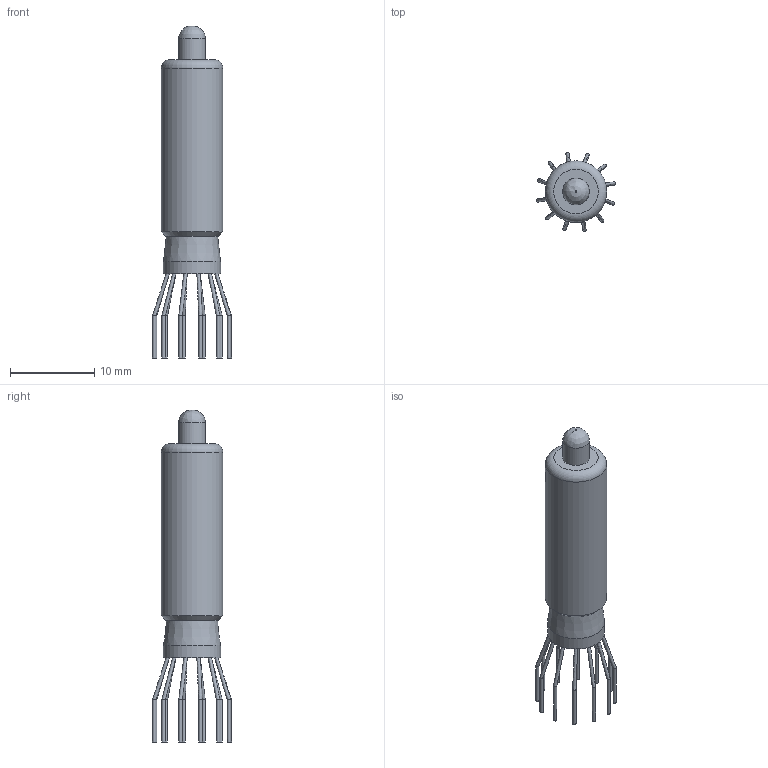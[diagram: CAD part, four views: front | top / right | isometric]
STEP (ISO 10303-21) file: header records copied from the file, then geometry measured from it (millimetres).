
FILE_DESCRIPTION(/* description */ (''),/* implementation_level */ '2;1');
FILE_NAME(/* name */ 'vfd-tube v1.step',/* time_stamp */ '2025-09-03T16:17:26+09:00',/* author */ (''),/* organization */ (''),/* preprocessor_version */ 'ST-DEVELOPER v20.1',/* originating_system */ 'Autodesk Translation Framework v14.10.0.0',/* authorisation */ '');
FILE_SCHEMA (('AUTOMOTIVE_DESIGN { 1 0 10303 214 3 1 1 }'));
Length unit declared in the file: millimetre
Products named in the file (1): vfd-tube
Bounding box: 9.4 x 9.4 x 39.5 mm (x, y, z)
Volume: 1067.7 mm3; surface area: 833.8 mm2
Topology: 1 solids, 1 shells, 47 faces, 102 edges, 71 vertices
Faces by surface type: plane 16, cylinder 15, bspline 13, cone 2, torus 1
Full cylindrical faces by diameter (mm): 0.4 x12, 3.2 x1, 6.8 x1, 7.3 x1
Entity records: 1540 total; most frequent: CARTESIAN_POINT 463, DIRECTION 233, ORIENTED_EDGE 204, AXIS2_PLACEMENT_3D 108, EDGE_CURVE 102, CIRCLE 73, VERTEX_POINT 71, EDGE_LOOP 61
